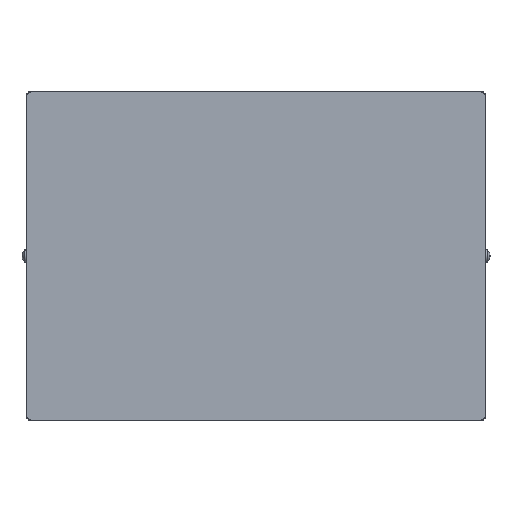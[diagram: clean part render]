
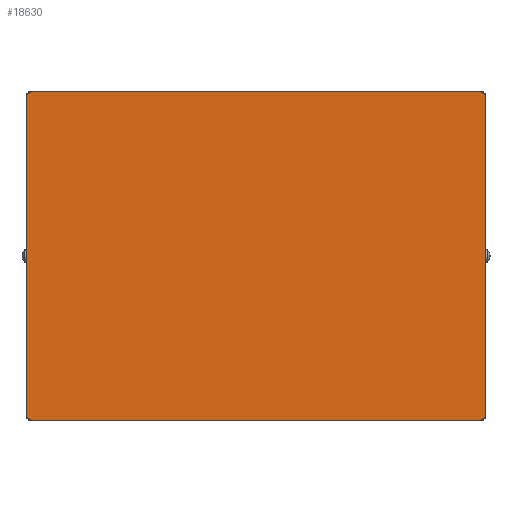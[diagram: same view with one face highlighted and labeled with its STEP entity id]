
A CAD part, top view. The second image highlights one B-rep face of the part: STEP entity #18630.
In plain terms, the highlighted planar face has unit normal (0, 0, 1).
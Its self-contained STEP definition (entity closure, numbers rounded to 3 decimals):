
#16662=CARTESIAN_POINT('Vertex',(157.4,-115.,30.)) ;
#16667=CARTESIAN_POINT('Line Origine',(0.,-115.,30.)) ;
#16671=CARTESIAN_POINT('Vertex',(-157.4,-115.,30.)) ;
#16917=CARTESIAN_POINT('Vertex',(-157.4,-114.2,30.)) ;
#16927=CARTESIAN_POINT('Line Origine',(-157.4,-114.2,30.)) ;
#16951=CARTESIAN_POINT('Vertex',(157.4,-114.2,30.)) ;
#16954=CARTESIAN_POINT('Line Origine',(157.4,-114.2,30.)) ;
#17324=CARTESIAN_POINT('Vertex',(159.2,-112.4,30.)) ;
#17340=CARTESIAN_POINT('Vertex',(160.,-112.4,30.)) ;
#17343=CARTESIAN_POINT('Line Origine',(159.2,-112.4,30.)) ;
#17361=CARTESIAN_POINT('Line Origine',(160.,0.,30.)) ;
#17365=CARTESIAN_POINT('Vertex',(160.,112.4,30.)) ;
#17500=CARTESIAN_POINT('Line Origine',(-160.,0.,30.)) ;
#17504=CARTESIAN_POINT('Vertex',(-160.,112.4,30.)) ;
#17506=CARTESIAN_POINT('Vertex',(-160.,-112.4,30.)) ;
#17558=CARTESIAN_POINT('Vertex',(-159.2,-112.4,30.)) ;
#17561=CARTESIAN_POINT('Line Origine',(-159.2,-112.4,30.)) ;
#17590=CARTESIAN_POINT('Vertex',(159.2,112.4,30.)) ;
#17593=CARTESIAN_POINT('Line Origine',(159.2,112.4,30.)) ;
#17616=CARTESIAN_POINT('Line Origine',(0.,115.,30.)) ;
#17620=CARTESIAN_POINT('Vertex',(-157.4,115.,30.)) ;
#17622=CARTESIAN_POINT('Vertex',(157.4,115.,30.)) ;
#17800=CARTESIAN_POINT('Vertex',(-159.2,112.4,30.)) ;
#17810=CARTESIAN_POINT('Line Origine',(-159.2,112.4,30.)) ;
#17834=CARTESIAN_POINT('Vertex',(-157.4,114.2,30.)) ;
#17837=CARTESIAN_POINT('Line Origine',(-157.4,114.2,30.)) ;
#17864=CARTESIAN_POINT('Vertex',(157.4,114.2,30.)) ;
#17874=CARTESIAN_POINT('Line Origine',(157.4,114.2,30.)) ;
#18228=CARTESIAN_POINT('Vertex',(158.4,-114.2,30.)) ;
#18231=CARTESIAN_POINT('Line Origine',(157.9,-114.2,30.)) ;
#18243=CARTESIAN_POINT('Line Origine',(-157.9,-114.2,30.)) ;
#18247=CARTESIAN_POINT('Vertex',(-158.4,-114.2,30.)) ;
#18271=CARTESIAN_POINT('Vertex',(-159.2,-113.4,30.)) ;
#18274=CARTESIAN_POINT('Line Origine',(-159.2,-112.9,30.)) ;
#18286=CARTESIAN_POINT('Line Origine',(-159.2,112.9,30.)) ;
#18290=CARTESIAN_POINT('Vertex',(-159.2,113.4,30.)) ;
#18314=CARTESIAN_POINT('Vertex',(-158.4,114.2,30.)) ;
#18317=CARTESIAN_POINT('Line Origine',(-157.9,114.2,30.)) ;
#18329=CARTESIAN_POINT('Line Origine',(157.9,114.2,30.)) ;
#18333=CARTESIAN_POINT('Vertex',(158.4,114.2,30.)) ;
#18357=CARTESIAN_POINT('Vertex',(159.2,113.4,30.)) ;
#18360=CARTESIAN_POINT('Line Origine',(159.2,112.9,30.)) ;
#18372=CARTESIAN_POINT('Line Origine',(159.2,-112.9,30.)) ;
#18376=CARTESIAN_POINT('Vertex',(159.2,-113.4,30.)) ;
#18436=CARTESIAN_POINT('Vertex',(158.4,113.4,30.)) ;
#18439=CARTESIAN_POINT('Line Origine',(158.8,113.4,30.)) ;
#18459=CARTESIAN_POINT('Line Origine',(158.4,113.8,30.)) ;
#18479=CARTESIAN_POINT('Line Origine',(-158.4,113.8,30.)) ;
#18483=CARTESIAN_POINT('Vertex',(-158.4,113.4,30.)) ;
#18501=CARTESIAN_POINT('Line Origine',(-158.8,113.4,30.)) ;
#18521=CARTESIAN_POINT('Line Origine',(-158.8,-113.4,30.)) ;
#18525=CARTESIAN_POINT('Vertex',(-158.4,-113.4,30.)) ;
#18543=CARTESIAN_POINT('Line Origine',(-158.4,-113.8,30.)) ;
#18562=CARTESIAN_POINT('Vertex',(158.4,-113.4,30.)) ;
#18565=CARTESIAN_POINT('Line Origine',(158.4,-113.8,30.)) ;
#18580=CARTESIAN_POINT('Line Origine',(158.8,-113.4,30.)) ;
#18595=CARTESIAN_POINT('Axis2P3D Location',(-160.,0.,30.)) ;
#16669=VECTOR('Line Direction',#16668,1.) ;
#16929=VECTOR('Line Direction',#16928,1.) ;
#16956=VECTOR('Line Direction',#16955,1.) ;
#17345=VECTOR('Line Direction',#17344,1.) ;
#17363=VECTOR('Line Direction',#17362,1.) ;
#17502=VECTOR('Line Direction',#17501,1.) ;
#17563=VECTOR('Line Direction',#17562,1.) ;
#17595=VECTOR('Line Direction',#17594,1.) ;
#17618=VECTOR('Line Direction',#17617,1.) ;
#17812=VECTOR('Line Direction',#17811,1.) ;
#17839=VECTOR('Line Direction',#17838,1.) ;
#17876=VECTOR('Line Direction',#17875,1.) ;
#18233=VECTOR('Line Direction',#18232,1.) ;
#18245=VECTOR('Line Direction',#18244,1.) ;
#18276=VECTOR('Line Direction',#18275,1.) ;
#18288=VECTOR('Line Direction',#18287,1.) ;
#18319=VECTOR('Line Direction',#18318,1.) ;
#18331=VECTOR('Line Direction',#18330,1.) ;
#18362=VECTOR('Line Direction',#18361,1.) ;
#18374=VECTOR('Line Direction',#18373,1.) ;
#18441=VECTOR('Line Direction',#18440,1.) ;
#18461=VECTOR('Line Direction',#18460,1.) ;
#18481=VECTOR('Line Direction',#18480,1.) ;
#18503=VECTOR('Line Direction',#18502,1.) ;
#18523=VECTOR('Line Direction',#18522,1.) ;
#18545=VECTOR('Line Direction',#18544,1.) ;
#18567=VECTOR('Line Direction',#18566,1.) ;
#18582=VECTOR('Line Direction',#18581,1.) ;
#16668=DIRECTION('Vector Direction',(1.,0.,0.)) ;
#16928=DIRECTION('Vector Direction',(0.,-1.,0.)) ;
#16955=DIRECTION('Vector Direction',(0.,-1.,0.)) ;
#17344=DIRECTION('Vector Direction',(1.,0.,0.)) ;
#17362=DIRECTION('Vector Direction',(0.,-1.,0.)) ;
#17501=DIRECTION('Vector Direction',(0.,-1.,0.)) ;
#17562=DIRECTION('Vector Direction',(1.,0.,0.)) ;
#17594=DIRECTION('Vector Direction',(1.,0.,0.)) ;
#17617=DIRECTION('Vector Direction',(1.,0.,0.)) ;
#17811=DIRECTION('Vector Direction',(1.,0.,0.)) ;
#17838=DIRECTION('Vector Direction',(0.,-1.,0.)) ;
#17875=DIRECTION('Vector Direction',(0.,-1.,0.)) ;
#18232=DIRECTION('Vector Direction',(-1.,0.,0.)) ;
#18244=DIRECTION('Vector Direction',(-1.,0.,0.)) ;
#18275=DIRECTION('Vector Direction',(0.,1.,0.)) ;
#18287=DIRECTION('Vector Direction',(0.,1.,0.)) ;
#18318=DIRECTION('Vector Direction',(-1.,0.,0.)) ;
#18330=DIRECTION('Vector Direction',(-1.,0.,0.)) ;
#18361=DIRECTION('Vector Direction',(0.,1.,0.)) ;
#18373=DIRECTION('Vector Direction',(0.,1.,0.)) ;
#18440=DIRECTION('Vector Direction',(1.,0.,0.)) ;
#18460=DIRECTION('Vector Direction',(0.,1.,0.)) ;
#18480=DIRECTION('Vector Direction',(0.,1.,0.)) ;
#18502=DIRECTION('Vector Direction',(1.,0.,0.)) ;
#18522=DIRECTION('Vector Direction',(-1.,0.,0.)) ;
#18544=DIRECTION('Vector Direction',(0.,1.,0.)) ;
#18566=DIRECTION('Vector Direction',(0.,1.,0.)) ;
#18581=DIRECTION('Vector Direction',(-1.,0.,0.)) ;
#18596=DIRECTION('Axis2P3D Direction',(0.,0.,-1.)) ;
#18597=DIRECTION('Axis2P3D XDirection',(1.,0.,0.)) ;
#18598=AXIS2_PLACEMENT_3D('Plane Axis2P3D',#18595,#18596,#18597) ;
#16670=LINE('Line',#16667,#16669) ;
#16930=LINE('Line',#16927,#16929) ;
#16957=LINE('Line',#16954,#16956) ;
#17346=LINE('Line',#17343,#17345) ;
#17364=LINE('Line',#17361,#17363) ;
#17503=LINE('Line',#17500,#17502) ;
#17564=LINE('Line',#17561,#17563) ;
#17596=LINE('Line',#17593,#17595) ;
#17619=LINE('Line',#17616,#17618) ;
#17813=LINE('Line',#17810,#17812) ;
#17840=LINE('Line',#17837,#17839) ;
#17877=LINE('Line',#17874,#17876) ;
#18234=LINE('Line',#18231,#18233) ;
#18246=LINE('Line',#18243,#18245) ;
#18277=LINE('Line',#18274,#18276) ;
#18289=LINE('Line',#18286,#18288) ;
#18320=LINE('Line',#18317,#18319) ;
#18332=LINE('Line',#18329,#18331) ;
#18363=LINE('Line',#18360,#18362) ;
#18375=LINE('Line',#18372,#18374) ;
#18442=LINE('Line',#18439,#18441) ;
#18462=LINE('Line',#18459,#18461) ;
#18482=LINE('Line',#18479,#18481) ;
#18504=LINE('Line',#18501,#18503) ;
#18524=LINE('Line',#18521,#18523) ;
#18546=LINE('Line',#18543,#18545) ;
#18568=LINE('Line',#18565,#18567) ;
#18583=LINE('Line',#18580,#18582) ;
#18599=PLANE('',#18598) ;
#16673=EDGE_CURVE('',#16672,#16663,#16670,.T.) ;
#16931=EDGE_CURVE('',#16672,#16918,#16930,.F.) ;
#16958=EDGE_CURVE('',#16663,#16952,#16957,.F.) ;
#17347=EDGE_CURVE('',#17341,#17325,#17346,.F.) ;
#17367=EDGE_CURVE('',#17366,#17341,#17364,.T.) ;
#17508=EDGE_CURVE('',#17505,#17507,#17503,.T.) ;
#17565=EDGE_CURVE('',#17507,#17559,#17564,.T.) ;
#17597=EDGE_CURVE('',#17366,#17591,#17596,.F.) ;
#17624=EDGE_CURVE('',#17621,#17623,#17619,.T.) ;
#17814=EDGE_CURVE('',#17505,#17801,#17813,.T.) ;
#17841=EDGE_CURVE('',#17621,#17835,#17840,.T.) ;
#17878=EDGE_CURVE('',#17623,#17865,#17877,.T.) ;
#18235=EDGE_CURVE('',#18229,#16952,#18234,.T.) ;
#18249=EDGE_CURVE('',#16918,#18248,#18246,.T.) ;
#18278=EDGE_CURVE('',#18272,#17559,#18277,.T.) ;
#18292=EDGE_CURVE('',#17801,#18291,#18289,.T.) ;
#18321=EDGE_CURVE('',#17835,#18315,#18320,.T.) ;
#18335=EDGE_CURVE('',#18334,#17865,#18332,.T.) ;
#18364=EDGE_CURVE('',#17591,#18358,#18363,.T.) ;
#18378=EDGE_CURVE('',#18377,#17325,#18375,.T.) ;
#18443=EDGE_CURVE('',#18437,#18358,#18442,.T.) ;
#18463=EDGE_CURVE('',#18437,#18334,#18462,.T.) ;
#18485=EDGE_CURVE('',#18484,#18315,#18482,.T.) ;
#18505=EDGE_CURVE('',#18291,#18484,#18504,.T.) ;
#18527=EDGE_CURVE('',#18526,#18272,#18524,.T.) ;
#18547=EDGE_CURVE('',#18248,#18526,#18546,.T.) ;
#18569=EDGE_CURVE('',#18229,#18563,#18568,.T.) ;
#18584=EDGE_CURVE('',#18377,#18563,#18583,.T.) ;
#18601=ORIENTED_EDGE('',*,*,#17841,.T.) ;
#18602=ORIENTED_EDGE('',*,*,#18321,.T.) ;
#18603=ORIENTED_EDGE('',*,*,#18485,.F.) ;
#18604=ORIENTED_EDGE('',*,*,#18505,.F.) ;
#18605=ORIENTED_EDGE('',*,*,#18292,.F.) ;
#18606=ORIENTED_EDGE('',*,*,#17814,.F.) ;
#18607=ORIENTED_EDGE('',*,*,#17508,.T.) ;
#18608=ORIENTED_EDGE('',*,*,#17565,.T.) ;
#18609=ORIENTED_EDGE('',*,*,#18278,.F.) ;
#18610=ORIENTED_EDGE('',*,*,#18527,.F.) ;
#18611=ORIENTED_EDGE('',*,*,#18547,.F.) ;
#18612=ORIENTED_EDGE('',*,*,#18249,.F.) ;
#18613=ORIENTED_EDGE('',*,*,#16931,.F.) ;
#18614=ORIENTED_EDGE('',*,*,#16673,.T.) ;
#18615=ORIENTED_EDGE('',*,*,#16958,.T.) ;
#18616=ORIENTED_EDGE('',*,*,#18235,.F.) ;
#18617=ORIENTED_EDGE('',*,*,#18569,.T.) ;
#18618=ORIENTED_EDGE('',*,*,#18584,.F.) ;
#18619=ORIENTED_EDGE('',*,*,#18378,.T.) ;
#18620=ORIENTED_EDGE('',*,*,#17347,.F.) ;
#18621=ORIENTED_EDGE('',*,*,#17367,.F.) ;
#18622=ORIENTED_EDGE('',*,*,#17597,.T.) ;
#18623=ORIENTED_EDGE('',*,*,#18364,.T.) ;
#18624=ORIENTED_EDGE('',*,*,#18443,.F.) ;
#18625=ORIENTED_EDGE('',*,*,#18463,.T.) ;
#18626=ORIENTED_EDGE('',*,*,#18335,.T.) ;
#18627=ORIENTED_EDGE('',*,*,#17878,.F.) ;
#18628=ORIENTED_EDGE('',*,*,#17624,.F.) ;
#18600=EDGE_LOOP('',(#18601,#18602,#18603,#18604,#18605,#18606,#18607,#18608,#18609,#18610,#18611,#18612,#18613,#18614,#18615,#18616,#18617,#18618,#18619,#18620,#18621,#18622,#18623,#18624,#18625,#18626,#18627,#18628)) ;
#16663=VERTEX_POINT('',#16662) ;
#16672=VERTEX_POINT('',#16671) ;
#16918=VERTEX_POINT('',#16917) ;
#16952=VERTEX_POINT('',#16951) ;
#17325=VERTEX_POINT('',#17324) ;
#17341=VERTEX_POINT('',#17340) ;
#17366=VERTEX_POINT('',#17365) ;
#17505=VERTEX_POINT('',#17504) ;
#17507=VERTEX_POINT('',#17506) ;
#17559=VERTEX_POINT('',#17558) ;
#17591=VERTEX_POINT('',#17590) ;
#17621=VERTEX_POINT('',#17620) ;
#17623=VERTEX_POINT('',#17622) ;
#17801=VERTEX_POINT('',#17800) ;
#17835=VERTEX_POINT('',#17834) ;
#17865=VERTEX_POINT('',#17864) ;
#18229=VERTEX_POINT('',#18228) ;
#18248=VERTEX_POINT('',#18247) ;
#18272=VERTEX_POINT('',#18271) ;
#18291=VERTEX_POINT('',#18290) ;
#18315=VERTEX_POINT('',#18314) ;
#18334=VERTEX_POINT('',#18333) ;
#18358=VERTEX_POINT('',#18357) ;
#18377=VERTEX_POINT('',#18376) ;
#18437=VERTEX_POINT('',#18436) ;
#18484=VERTEX_POINT('',#18483) ;
#18526=VERTEX_POINT('',#18525) ;
#18563=VERTEX_POINT('',#18562) ;
#18630=ADVANCED_FACE('PartBody',(#18629),#18599,.F.) ;
#18629=FACE_OUTER_BOUND('',#18600,.T.) ;
